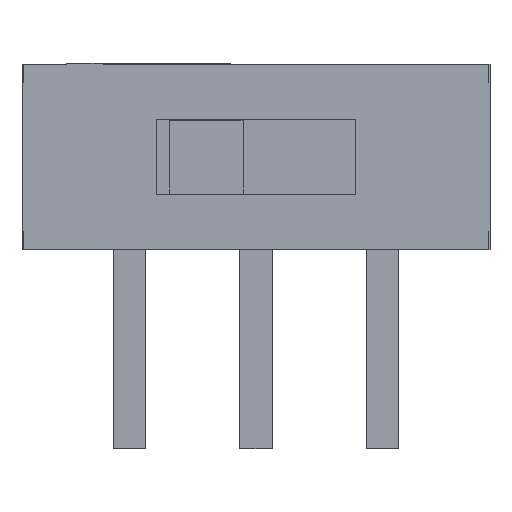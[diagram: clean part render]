
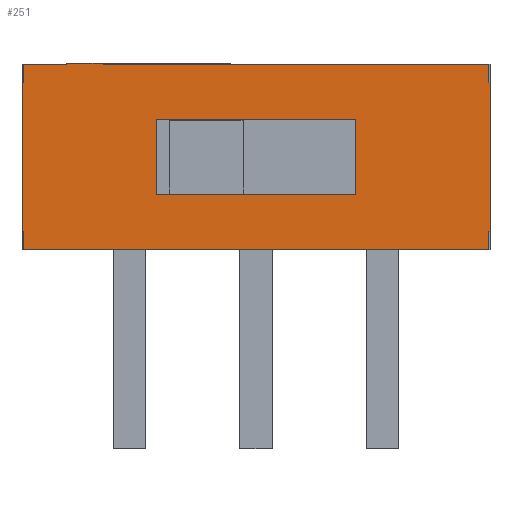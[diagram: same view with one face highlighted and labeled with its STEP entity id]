
A CAD part, front view. The second image highlights one B-rep face of the part: STEP entity #251.
In plain terms, the highlighted planar face has unit normal (0, -1, 0).
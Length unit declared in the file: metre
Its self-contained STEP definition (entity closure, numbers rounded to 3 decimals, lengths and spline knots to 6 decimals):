
#251=ADVANCED_FACE('9:213',(#504,#505),#506,.F.);
#504=FACE_OUTER_BOUND('',#769,.T.);
#505=FACE_BOUND('',#770,.T.);
#506=PLANE('',#771);
#769=EDGE_LOOP('',(#1480,#1481,#1482,#1483,#1484,#1485,#1486,#1487,#1488,#1489,#1490,#1491,#1492,#1493,#1494,#1495));
#770=EDGE_LOOP('',(#1496,#1497,#1498,#1499));
#771=AXIS2_PLACEMENT_3D('',#1500,#1501,#1502);
#1480=ORIENTED_EDGE('',*,*,#1937,.F.);
#1481=ORIENTED_EDGE('',*,*,#1931,.F.);
#1482=ORIENTED_EDGE('',*,*,#1926,.F.);
#1483=ORIENTED_EDGE('',*,*,#1924,.F.);
#1484=ORIENTED_EDGE('',*,*,#1964,.T.);
#1485=ORIENTED_EDGE('',*,*,#1918,.T.);
#1486=ORIENTED_EDGE('',*,*,#1969,.F.);
#1487=ORIENTED_EDGE('',*,*,#1694,.F.);
#1488=ORIENTED_EDGE('',*,*,#1971,.F.);
#1489=ORIENTED_EDGE('',*,*,#1939,.F.);
#1490=ORIENTED_EDGE('',*,*,#1972,.T.);
#1491=ORIENTED_EDGE('',*,*,#1706,.F.);
#1492=ORIENTED_EDGE('',*,*,#1946,.F.);
#1493=ORIENTED_EDGE('',*,*,#1915,.F.);
#1494=ORIENTED_EDGE('',*,*,#1952,.T.);
#1495=ORIENTED_EDGE('',*,*,#1909,.T.);
#1496=ORIENTED_EDGE('',*,*,#1906,.T.);
#1497=ORIENTED_EDGE('',*,*,#1903,.T.);
#1498=ORIENTED_EDGE('',*,*,#1900,.T.);
#1499=ORIENTED_EDGE('',*,*,#1896,.T.);
#1500=CARTESIAN_POINT('',(0.06975,-0.050584,0.003484));
#1501=DIRECTION('',(-0.0,1.0,0.));
#1502=DIRECTION('',(0.0,0.,-1.0));
#1694=EDGE_CURVE('9:993',#2354,#2356,#2357,.T.);
#1706=EDGE_CURVE('9:1029',#2378,#2380,#2381,.T.);
#1896=EDGE_CURVE('9:1773',#2669,#2670,#2671,.T.);
#1900=EDGE_CURVE('9:1770',#2675,#2669,#2676,.T.);
#1903=EDGE_CURVE('9:1767',#2679,#2675,#2680,.T.);
#1906=EDGE_CURVE('9:1764',#2670,#2679,#2683,.T.);
#1909=EDGE_CURVE('9:1761',#2687,#2685,#2688,.T.);
#1915=EDGE_CURVE('9:1755',#2696,#2692,#2698,.T.);
#1918=EDGE_CURVE('9:1737',#2703,#2700,#2704,.T.);
#1924=EDGE_CURVE('9:1731',#2711,#2709,#2713,.T.);
#1926=EDGE_CURVE('9:1728',#2709,#2715,#2716,.T.);
#1931=EDGE_CURVE('9:1695',#2715,#2722,#2723,.T.);
#1937=EDGE_CURVE('9:1725',#2722,#2685,#2730,.T.);
#1939=EDGE_CURVE('9:1746',#2732,#2733,#2734,.T.);
#1946=EDGE_CURVE('9:1752',#2692,#2378,#2745,.T.);
#1952=EDGE_CURVE('9:1758',#2696,#2687,#2751,.T.);
#1964=EDGE_CURVE('9:1734',#2711,#2703,#2763,.T.);
#1969=EDGE_CURVE('9:1740',#2356,#2700,#2768,.T.);
#1971=EDGE_CURVE('9:1743',#2733,#2354,#2770,.T.);
#1972=EDGE_CURVE('9:1749',#2732,#2380,#2771,.T.);
#2354=VERTEX_POINT('',#3831);
#2356=VERTEX_POINT('',#3834);
#2357=LINE('',#3835,#3836);
#2378=VERTEX_POINT('',#3867);
#2380=VERTEX_POINT('',#3870);
#2381=LINE('',#3871,#3872);
#2669=VERTEX_POINT('',#4297);
#2670=VERTEX_POINT('',#4298);
#2671=LINE('',#4299,#4300);
#2675=VERTEX_POINT('',#4306);
#2676=LINE('',#4307,#4308);
#2679=VERTEX_POINT('',#4312);
#2680=LINE('',#4313,#4314);
#2683=LINE('',#4318,#4319);
#2685=VERTEX_POINT('',#4321);
#2687=VERTEX_POINT('',#4324);
#2688=LINE('',#4325,#4326);
#2692=VERTEX_POINT('',#4331);
#2696=VERTEX_POINT('',#4337);
#2698=LINE('',#4340,#4341);
#2700=VERTEX_POINT('',#4343);
#2703=VERTEX_POINT('',#4347);
#2704=LINE('',#4348,#4349);
#2709=VERTEX_POINT('',#4356);
#2711=VERTEX_POINT('',#4359);
#2713=LINE('',#4362,#4363);
#2715=VERTEX_POINT('',#4365);
#2716=LINE('',#4366,#4367);
#2722=VERTEX_POINT('',#4376);
#2723=LINE('',#4377,#4378);
#2730=LINE('',#4389,#4390);
#2732=VERTEX_POINT('',#4392);
#2733=VERTEX_POINT('',#4393);
#2734=LINE('',#4394,#4395);
#2745=LINE('',#4411,#4412);
#2751=LINE('',#4421,#4422);
#2763=LINE('',#4439,#4440);
#2768=LINE('',#4447,#4448);
#2770=LINE('',#4450,#4451);
#2771=LINE('',#4452,#4453);
#3831=CARTESIAN_POINT('',(0.066754,-0.050584,0.0053));
#3834=CARTESIAN_POINT('',(0.074309,-0.050584,0.0053));
#3835=CARTESIAN_POINT('',(0.065191,-0.050584,0.0053));
#3836=VECTOR('',#5688,0.001);
#3867=CARTESIAN_POINT('',(0.065191,-0.050584,0.0053));
#3870=CARTESIAN_POINT('',(0.066043,-0.050584,0.0053));
#3871=CARTESIAN_POINT('',(0.065191,-0.050584,0.0053));
#3872=VECTOR('',#5700,0.001);
#4297=CARTESIAN_POINT('',(0.067794,-0.050584,0.00422));
#4298=CARTESIAN_POINT('',(0.071706,-0.050584,0.00422));
#4299=CARTESIAN_POINT('',(0.067794,-0.050584,0.00422));
#4300=VECTOR('',#5838,0.001);
#4306=CARTESIAN_POINT('',(0.067794,-0.050584,0.002747));
#4307=CARTESIAN_POINT('',(0.067794,-0.050584,0.002747));
#4308=VECTOR('',#5841,0.001);
#4312=CARTESIAN_POINT('',(0.071706,-0.050584,0.002747));
#4313=CARTESIAN_POINT('',(0.071706,-0.050584,0.002747));
#4314=VECTOR('',#5843,0.001);
#4318=CARTESIAN_POINT('',(0.071706,-0.050584,0.00422));
#4319=VECTOR('',#5845,0.001);
#4321=CARTESIAN_POINT('',(0.065191,-0.050584,0.002023));
#4324=CARTESIAN_POINT('',(0.065165,-0.050584,0.002023));
#4325=CARTESIAN_POINT('',(0.065165,-0.050584,0.002023));
#4326=VECTOR('',#5847,0.001);
#4331=CARTESIAN_POINT('',(0.065191,-0.050584,0.004944));
#4337=CARTESIAN_POINT('',(0.065165,-0.050584,0.004944));
#4340=CARTESIAN_POINT('',(0.065165,-0.050584,0.004944));
#4341=VECTOR('',#5852,0.001);
#4343=CARTESIAN_POINT('',(0.074309,-0.050584,0.004944));
#4347=CARTESIAN_POINT('',(0.074335,-0.050584,0.004944));
#4348=CARTESIAN_POINT('',(0.074335,-0.050584,0.004944));
#4349=VECTOR('',#5854,0.001);
#4356=CARTESIAN_POINT('',(0.074309,-0.050584,0.002023));
#4359=CARTESIAN_POINT('',(0.074335,-0.050584,0.002023));
#4362=CARTESIAN_POINT('',(0.074335,-0.050584,0.002023));
#4363=VECTOR('',#5859,0.001);
#4365=CARTESIAN_POINT('',(0.074309,-0.050584,0.001667));
#4366=CARTESIAN_POINT('',(0.074309,-0.050584,0.0053));
#4367=VECTOR('',#5860,0.001);
#4376=CARTESIAN_POINT('',(0.065191,-0.050584,0.001667));
#4377=CARTESIAN_POINT('',(0.074309,-0.050584,0.001667));
#4378=VECTOR('',#5864,0.001);
#4389=CARTESIAN_POINT('',(0.065191,-0.050584,0.001667));
#4390=VECTOR('',#5869,0.001);
#4392=CARTESIAN_POINT('',(0.066043,-0.050584,0.005325));
#4393=CARTESIAN_POINT('',(0.066754,-0.050584,0.005325));
#4394=CARTESIAN_POINT('',(0.066043,-0.050584,0.005325));
#4395=VECTOR('',#5870,0.001);
#4411=CARTESIAN_POINT('',(0.065191,-0.050584,0.001667));
#4412=VECTOR('',#5876,0.001);
#4421=CARTESIAN_POINT('',(0.065165,-0.050584,0.004944));
#4422=VECTOR('',#5880,0.001);
#4439=CARTESIAN_POINT('',(0.074335,-0.050584,0.002023));
#4440=VECTOR('',#5886,0.001);
#4447=CARTESIAN_POINT('',(0.074309,-0.050584,0.0053));
#4448=VECTOR('',#5889,0.001);
#4450=CARTESIAN_POINT('',(0.066754,-0.050584,0.005325));
#4451=VECTOR('',#5890,0.001);
#4452=CARTESIAN_POINT('',(0.066043,-0.050584,0.005325));
#4453=VECTOR('',#5891,0.001);
#5688=DIRECTION('',(1.0,0.0,0.0));
#5700=DIRECTION('',(1.0,0.0,0.0));
#5838=DIRECTION('',(1.0,0.0,0.0));
#5841=DIRECTION('',(0.0,0.,1.0));
#5843=DIRECTION('',(-1.0,0.0,0.0));
#5845=DIRECTION('',(0.0,0.,-1.0));
#5847=DIRECTION('',(1.0,0.0,0.0));
#5852=DIRECTION('',(1.0,0.0,0.0));
#5854=DIRECTION('',(-1.0,0.0,0.0));
#5859=DIRECTION('',(-1.0,0.0,0.0));
#5860=DIRECTION('',(0.0,0.,-1.0));
#5864=DIRECTION('',(-1.0,0.0,0.0));
#5869=DIRECTION('',(0.0,0.,1.0));
#5870=DIRECTION('',(1.0,0.0,0.0));
#5876=DIRECTION('',(0.0,0.,1.0));
#5880=DIRECTION('',(0.0,0.,-1.0));
#5886=DIRECTION('',(0.0,0.,1.0));
#5889=DIRECTION('',(0.0,0.,-1.0));
#5890=DIRECTION('',(0.0,0.,-1.0));
#5891=DIRECTION('',(0.0,0.,-1.0));
